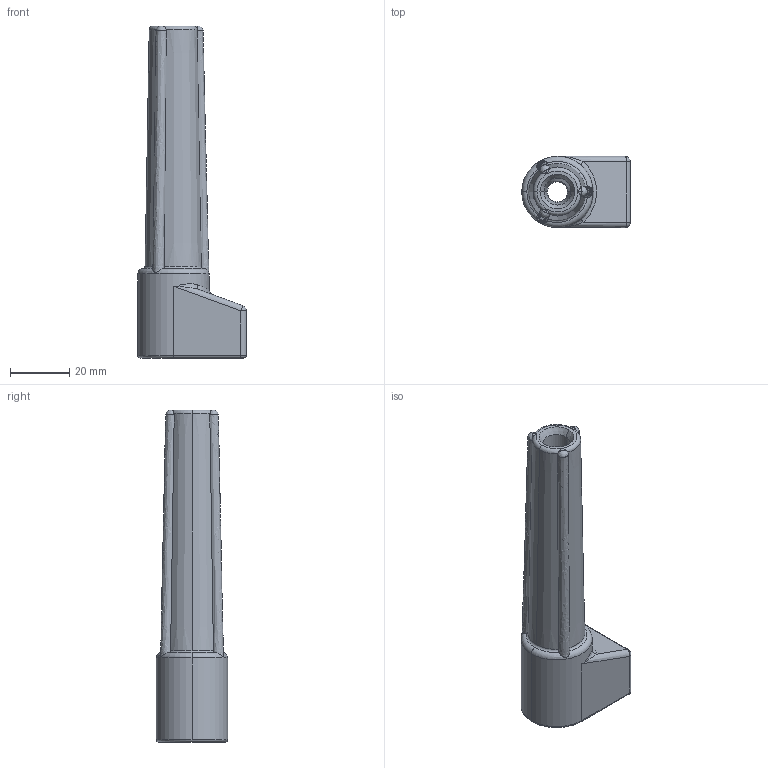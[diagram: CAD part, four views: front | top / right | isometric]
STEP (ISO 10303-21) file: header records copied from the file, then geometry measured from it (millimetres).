
FILE_DESCRIPTION (( 'STEP AP203' ), '1' );
FILE_NAME ('SB39.STEP', '2019-10-30T14:26:32', ( 'tempuser' ), ( 'Microsoft' ), 'SwSTEP 2.0', 'SolidWorks 2019', '' );
FILE_SCHEMA (( 'CONFIG_CONTROL_DESIGN' ));
Length unit declared in the file: inch
Products named in the file (1): SB39
Bounding box: 36.51 x 24 x 111.76 mm (x, y, z)
Volume: 34489.5 mm3; surface area: 12704.4 mm2
Topology: 1 solids, 1 shells, 97 faces, 256 edges, 154 vertices
Faces by surface type: cylinder 26, bspline 23, plane 20, cone 16, torus 10, sphere 2
Entity records: 13504 total; most frequent: CARTESIAN_POINT 11301, ORIENTED_EDGE 500, DIRECTION 378, EDGE_CURVE 250, VERTEX_POINT 154, AXIS2_PLACEMENT_3D 153, EDGE_LOOP 98, ADVANCED_FACE 97
